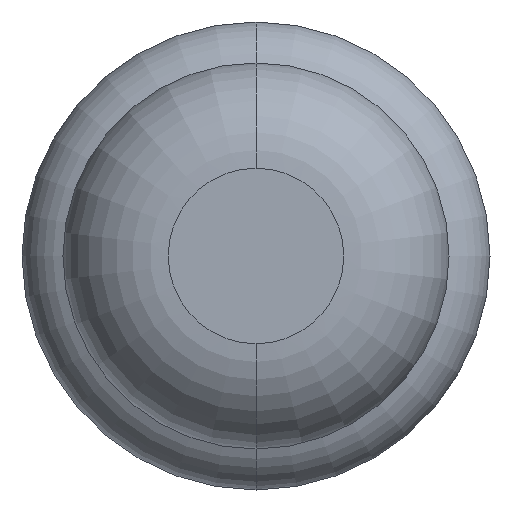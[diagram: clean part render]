
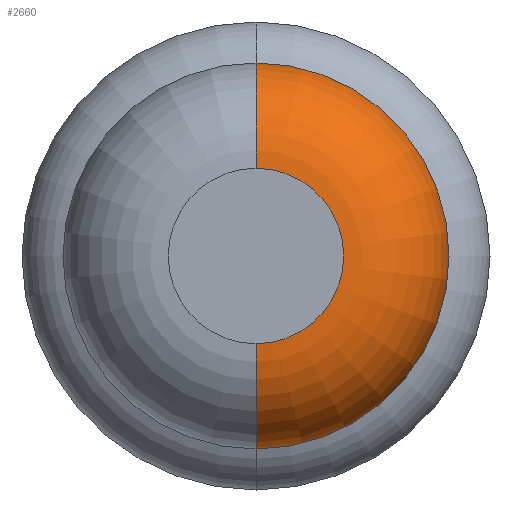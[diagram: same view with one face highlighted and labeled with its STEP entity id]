
A CAD part, front view. The second image highlights one B-rep face of the part: STEP entity #2660.
In plain terms, the highlighted toroidal (fillet/blend) face has major radius 0.375 mm and minor radius 0.45 mm.
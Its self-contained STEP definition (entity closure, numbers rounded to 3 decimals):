
#26 = DIRECTION ( 'NONE',  ( 0., 1., 0. ) ) ;
#218 = DIRECTION ( 'NONE',  ( 0., 1., 0. ) ) ;
#313 = EDGE_CURVE ( 'NONE', #2511, #3534, #3572, .T. ) ;
#523 = AXIS2_PLACEMENT_3D ( 'NONE', #2052, #218, #3576 ) ;
#532 = DIRECTION ( 'NONE',  ( 0., 1., 0. ) ) ;
#586 = FACE_OUTER_BOUND ( 'NONE', #2712, .T. ) ;
#653 = ORIENTED_EDGE ( 'NONE', *, *, #313, .F. ) ;
#762 = ORIENTED_EDGE ( 'NONE', *, *, #2021, .F. ) ;
#943 = DIRECTION ( 'NONE',  ( -1., 0., 0. ) ) ;
#997 = AXIS2_PLACEMENT_3D ( 'NONE', #3717, #943, #1271 ) ;
#1271 = DIRECTION ( 'NONE',  ( 0., 0., 1. ) ) ;
#1412 = DIRECTION ( 'NONE',  ( 0., 0., -1. ) ) ;
#1627 = CARTESIAN_POINT ( 'NONE',  ( 0., -29.95, 0.825 ) ) ;
#1711 = CARTESIAN_POINT ( 'NONE',  ( 0., -29.95, -0.375 ) ) ;
#1756 = AXIS2_PLACEMENT_3D ( 'NONE', #1711, #3852, #1412 ) ;
#1772 = EDGE_CURVE ( 'NONE', #1886, #3439, #1892, .T. ) ;
#1886 = VERTEX_POINT ( 'NONE', #3907 ) ;
#1889 = DIRECTION ( 'NONE',  ( 0., 0., 1. ) ) ;
#1892 = CIRCLE ( 'NONE', #1756, 0.45 ) ;
#1896 = TOROIDAL_SURFACE ( 'NONE', #2683, 0.375, 0.45 ) ;
#2018 = AXIS2_PLACEMENT_3D ( 'NONE', #2466, #26, #1889 ) ;
#2021 = EDGE_CURVE ( 'Defeature ausgef�hrt1_23+Defeature ausgef�hrt1_22+Defeature ausgef�hrt1_22+Defeature ausgef�hrt1_22', #3534, #3439, #2602, .T. ) ;
#2052 = CARTESIAN_POINT ( 'NONE',  ( 0., -30.4, 0. ) ) ;
#2466 = CARTESIAN_POINT ( 'NONE',  ( 0., -29.95, 0. ) ) ;
#2511 = VERTEX_POINT ( 'NONE', #3826 ) ;
#2602 = CIRCLE ( 'NONE', #2018, 0.825 ) ;
#2660 = ADVANCED_FACE ( 'Defeature ausgef�hrt1_22', ( #586 ), #1896, .T. ) ;
#2669 = ORIENTED_EDGE ( 'NONE', *, *, #3676, .T. ) ;
#2683 = AXIS2_PLACEMENT_3D ( 'NONE', #3617, #532, #3316 ) ;
#2712 = EDGE_LOOP ( 'NONE', ( #2669, #3689, #762, #653 ) ) ;
#3316 = DIRECTION ( 'NONE',  ( 0., 0., 1. ) ) ;
#3318 = CIRCLE ( 'NONE', #523, 0.375 ) ;
#3439 = VERTEX_POINT ( 'NONE', #3763 ) ;
#3534 = VERTEX_POINT ( 'NONE', #1627 ) ;
#3572 = CIRCLE ( 'NONE', #997, 0.45 ) ;
#3576 = DIRECTION ( 'NONE',  ( 0., 0., 1. ) ) ;
#3617 = CARTESIAN_POINT ( 'NONE',  ( 0., -29.95, 0. ) ) ;
#3676 = EDGE_CURVE ( 'Defeature ausgef�hrt1_22+Defeature ausgef�hrt1_21+Defeature ausgef�hrt1_21+Defeature ausgef�hrt1_21', #2511, #1886, #3318, .T. ) ;
#3689 = ORIENTED_EDGE ( 'NONE', *, *, #1772, .T. ) ;
#3717 = CARTESIAN_POINT ( 'NONE',  ( 0., -29.95, 0.375 ) ) ;
#3763 = CARTESIAN_POINT ( 'NONE',  ( 0., -29.95, -0.825 ) ) ;
#3826 = CARTESIAN_POINT ( 'NONE',  ( 0., -30.4, 0.375 ) ) ;
#3852 = DIRECTION ( 'NONE',  ( 1., 0., 0. ) ) ;
#3907 = CARTESIAN_POINT ( 'NONE',  ( 0., -30.4, -0.375 ) ) ;
